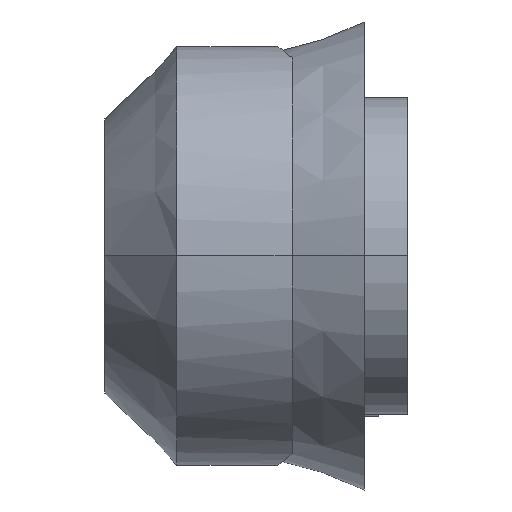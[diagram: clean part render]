
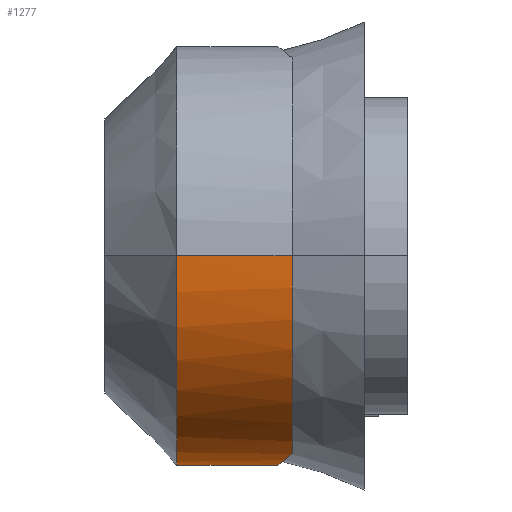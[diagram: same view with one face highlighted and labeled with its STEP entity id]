
A CAD part, top view. The second image highlights one B-rep face of the part: STEP entity #1277.
In plain terms, the highlighted cylindrical face has radius 145 mm (diameter 290 mm), a partial arc.
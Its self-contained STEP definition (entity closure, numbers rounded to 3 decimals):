
#4 = CARTESIAN_POINT ( 'NONE',  ( 40., 0., 0. ) ) ;
#74 = FACE_OUTER_BOUND ( 'NONE', #861, .T. ) ;
#101 = CARTESIAN_POINT ( 'NONE',  ( 40., 0., 145. ) ) ;
#147 = CIRCLE ( 'NONE', #788, 145. ) ;
#201 = EDGE_CURVE ( 'NONE', #434, #233, #1130, .T. ) ;
#206 = CARTESIAN_POINT ( 'NONE',  ( 30.793, -145., 15.876 ) ) ;
#227 = VECTOR ( 'NONE', #1020, 1000. ) ;
#233 = VERTEX_POINT ( 'NONE', #822 ) ;
#277 = VERTEX_POINT ( 'NONE', #1362 ) ;
#320 = ORIENTED_EDGE ( 'NONE', *, *, #1086, .T. ) ;
#335 = ORIENTED_EDGE ( 'NONE', *, *, #1207, .T. ) ;
#341 = AXIS2_PLACEMENT_3D ( 'NONE', #1194, #1088, #1415 ) ;
#432 = CARTESIAN_POINT ( 'NONE',  ( 40., -145., 0. ) ) ;
#434 = VERTEX_POINT ( 'NONE', #437 ) ;
#437 = CARTESIAN_POINT ( 'NONE',  ( 30., -145., 0. ) ) ;
#446 = VERTEX_POINT ( 'NONE', #101 ) ;
#451 = ORIENTED_EDGE ( 'NONE', *, *, #864, .T. ) ;
#497 = AXIS2_PLACEMENT_3D ( 'NONE', #4, #688, #1132 ) ;
#547 = CARTESIAN_POINT ( 'NONE',  ( 34.156, -142.416, 31.54 ) ) ;
#601 = DIRECTION ( 'NONE',  ( 1., 0., 0. ) ) ;
#688 = DIRECTION ( 'NONE',  ( -1., 0., 0. ) ) ;
#734 = CARTESIAN_POINT ( 'NONE',  ( -40., 0., 0. ) ) ;
#778 = EDGE_CURVE ( 'NONE', #446, #1204, #976, .T. ) ;
#788 = AXIS2_PLACEMENT_3D ( 'NONE', #734, #601, #931 ) ;
#822 = CARTESIAN_POINT ( 'NONE',  ( -40., -145., 0. ) ) ;
#861 = EDGE_LOOP ( 'NONE', ( #996, #320, #451, #994, #335 ) ) ;
#864 = EDGE_CURVE ( 'NONE', #277, #233, #147, .T. ) ;
#893 = DIRECTION ( 'NONE',  ( -1., 0., 0. ) ) ;
#931 = DIRECTION ( 'NONE',  ( 0., 0., -1. ) ) ;
#976 = CIRCLE ( 'NONE', #341, 145. ) ;
#994 = ORIENTED_EDGE ( 'NONE', *, *, #201, .F. ) ;
#996 = ORIENTED_EDGE ( 'NONE', *, *, #778, .F. ) ;
#1020 = DIRECTION ( 'NONE',  ( -1., 0., 0. ) ) ;
#1086 = EDGE_CURVE ( 'NONE', #446, #277, #1168, .T. ) ;
#1088 = DIRECTION ( 'NONE',  ( 1., 0., 0. ) ) ;
#1096 =( BOUNDED_CURVE ( )  B_SPLINE_CURVE ( 3, ( #1342, #206, #547, #1325 ),
 .UNSPECIFIED., .F., .F. ) 
 B_SPLINE_CURVE_WITH_KNOTS ( ( 4, 4 ),
 ( 0.05, 0.377 ),
 .UNSPECIFIED. ) 
 CURVE ( )  GEOMETRIC_REPRESENTATION_ITEM ( )  RATIONAL_B_SPLINE_CURVE ( ( 1., 0.991, 0.991, 1. ) ) 
 REPRESENTATION_ITEM ( '' )  );
#1110 = VECTOR ( 'NONE', #893, 1000. ) ;
#1130 = LINE ( 'NONE', #432, #227 ) ;
#1132 = DIRECTION ( 'NONE',  ( 0., 0., 1. ) ) ;
#1168 = LINE ( 'NONE', #1326, #1110 ) ;
#1182 = CYLINDRICAL_SURFACE ( 'NONE', #497, 145. ) ;
#1194 = CARTESIAN_POINT ( 'NONE',  ( 40., 0., 0. ) ) ;
#1204 = VERTEX_POINT ( 'NONE', #1372 ) ;
#1207 = EDGE_CURVE ( 'NONE', #434, #1204, #1096, .T. ) ;
#1277 = ADVANCED_FACE ( 'NONE', ( #74 ), #1182, .T. ) ;
#1325 = CARTESIAN_POINT ( 'NONE',  ( 40., -137.316, 46.575 ) ) ;
#1326 = CARTESIAN_POINT ( 'NONE',  ( 40., 0., 145. ) ) ;
#1342 = CARTESIAN_POINT ( 'NONE',  ( 30., -145., 0. ) ) ;
#1362 = CARTESIAN_POINT ( 'NONE',  ( -40., 0., 145. ) ) ;
#1372 = CARTESIAN_POINT ( 'NONE',  ( 40., -137.316, 46.575 ) ) ;
#1415 = DIRECTION ( 'NONE',  ( 0., 0., -1. ) ) ;
